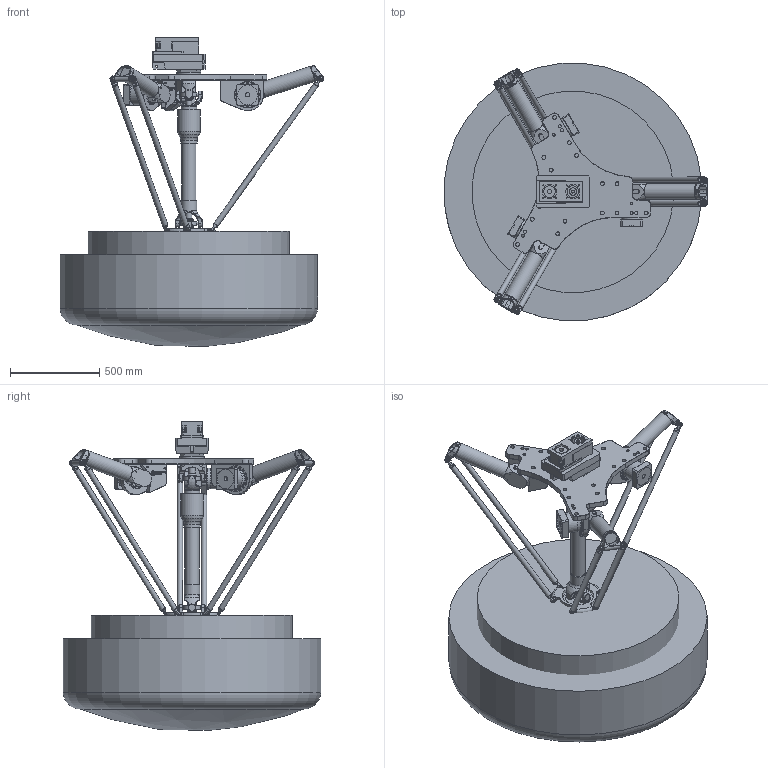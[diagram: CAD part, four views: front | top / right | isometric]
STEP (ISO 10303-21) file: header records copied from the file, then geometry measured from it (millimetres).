
FILE_DESCRIPTION(/* description */ (''),/* implementation_level */ '2;1');
FILE_NAME(/* name */ '3D-model_A_00816.stp',/* time_stamp */ '2025-12-18T15:39:17+01:00',/* author */ ('michael.schutter'),/* organization */ ('Majatronic'),/* preprocessor_version */ 'ST-DEVELOPER v19.2',/* originating_system */ 'Autodesk Inventor 2023',/* authorisation */ '');
FILE_SCHEMA (('AUTOMOTIVE_DESIGN { 1 0 10303 214 3 1 1 }'));
Products named in the file (15): A_00802_DUMMY; MT_WST00054870MT_WST; MT_WST00100972; MT_WST00121547; MT_WST00055005MT_WST; MT_WST00055470MT_WST; MT_WST00050309MT_WST; MT_WST00058679MT_WST; MT_WST00066183MT_WST; MT_WST00066192MT_WST; MT_WST00066191MT_WST; MT_WST00054722MT_WST; MT_WST00066180MT_WST; MT_WST00067367MT_WST; MT_WST00066182MT_WST
Assembly tree (27 placements, depth 2):
  A_00802_DUMMY
    MT_WST00054870MT_WST
    MT_WST00100972
    MT_WST00121547
    MT_WST00055005MT_WST  x3
    MT_WST00055470MT_WST  x6
    MT_WST00050309MT_WST  x6
    MT_WST00058679MT_WST
    MT_WST00066183MT_WST
    MT_WST00054722MT_WST  x2
    MT_WST00066192MT_WST
    MT_WST00066191MT_WST
    MT_WST00066180MT_WST
    MT_WST00067367MT_WST
    MT_WST00066182MT_WST
Bounding box: 1481.11 x 1446.01 x 1733.94 mm (x, y, z)
Volume: 1137984056.1 mm3; surface area: 11736307.3 mm2
Topology: 27 solids, 47 shells, 3671 faces, 8605 edges, 5403 vertices
Faces by surface type: plane 1687, cylinder 1064, bspline 497, cone 278, torus 136, sphere 9
Full cylindrical faces by diameter (mm): 3.242 x10, 4.917 x18, 6 x7, 6.647 x13, 6.8 x4, 8 x77, 8.5 x48, 9 x4, 9.6 x3, 10 x1, 11 x1, 12 x22, 13 x2, 15 x5, 16 x13, 17.294 x6, 18 x48, 19.626 x1, 20 x14, 22 x15, 24 x4, 25 x1, 26 x4, 29.98 x12, 30 x18, 32 x2, 35 x2, 36 x1, 42 x1, 45 x5
Entity records: 92207 total; most frequent: CARTESIAN_POINT 33943, ORIENTED_EDGE 11700, DIRECTION 11659, EDGE_CURVE 5850, AXIS2_PLACEMENT_3D 4276, VERTEX_POINT 3728, LINE 3107, VECTOR 3107
